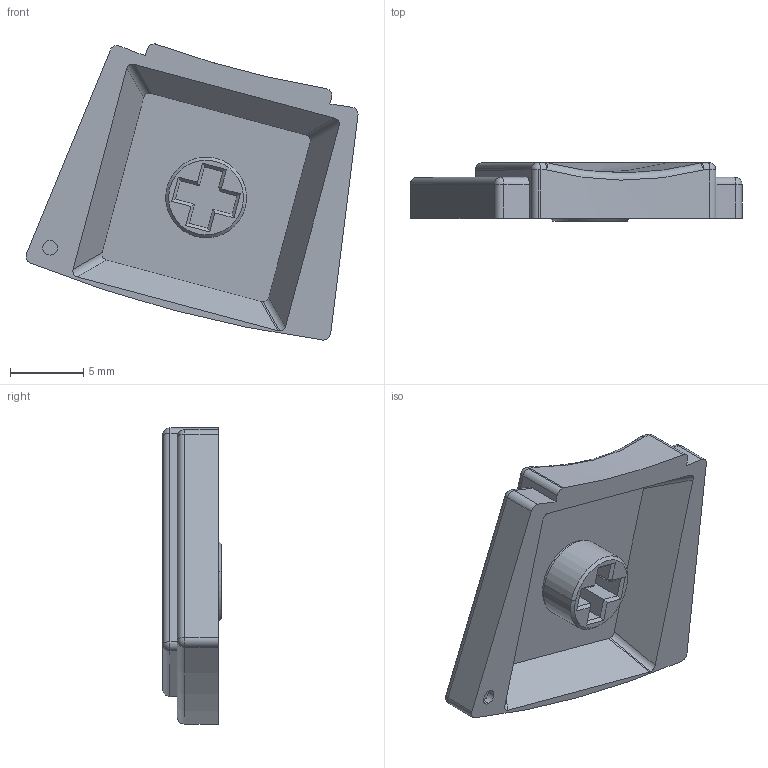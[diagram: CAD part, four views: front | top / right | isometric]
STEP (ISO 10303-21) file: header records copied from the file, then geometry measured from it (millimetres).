
FILE_DESCRIPTION (( 'STEP AP214' ), '1' );
FILE_NAME ('thumb-2.STEP', '2025-01-28T07:26:14', ( '' ), ( '' ), 'SwSTEP 2.0', 'SolidWorks 2020', '' );
FILE_SCHEMA (( 'AUTOMOTIVE_DESIGN' ));
Length unit declared in the file: millimetre
Products named in the file (3): thumb-2; stem
Assembly tree (2 placements, depth 2):
  thumb-2
    thumb-2
    stem
Bounding box: 22.64 x 4 x 20.19 mm (x, y, z)
Volume: 581.7 mm3; surface area: 1090.6 mm2
Topology: 2 solids, 2 shells, 111 faces, 273 edges, 159 vertices
Faces by surface type: plane 56, cylinder 34, sphere 11, torus 7, cone 2, bspline 1
Entity records: 3292 total; most frequent: CARTESIAN_POINT 621, DIRECTION 555, ORIENTED_EDGE 526, EDGE_CURVE 263, AXIS2_PLACEMENT_3D 193, VECTOR 169, LINE 169, VERTEX_POINT 159
